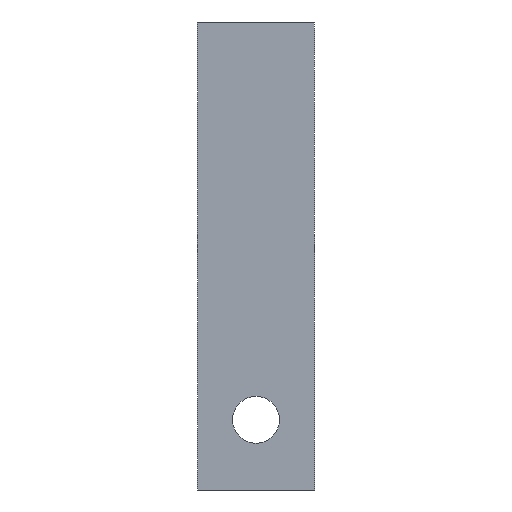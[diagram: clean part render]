
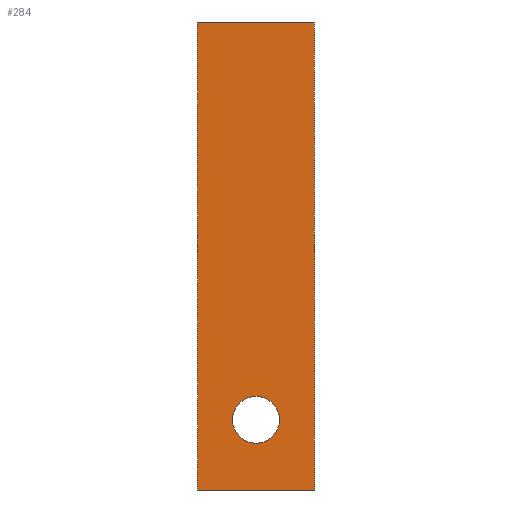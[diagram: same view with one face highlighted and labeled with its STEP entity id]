
A CAD part, left-side view. The second image highlights one B-rep face of the part: STEP entity #284.
In plain terms, the highlighted planar face has unit normal (-1, 0, 0).
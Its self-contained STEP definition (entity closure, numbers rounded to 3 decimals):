
#114=CARTESIAN_POINT('Line Origine',(-50.,0.,30.)) ;
#118=CARTESIAN_POINT('Vertex',(-50.,25.,30.)) ;
#120=CARTESIAN_POINT('Vertex',(-50.,-25.,30.)) ;
#154=CARTESIAN_POINT('Line Origine',(-50.,25.,-70.)) ;
#158=CARTESIAN_POINT('Vertex',(-50.,25.,-170.)) ;
#231=CARTESIAN_POINT('Line Origine',(-50.,-25.,-70.)) ;
#235=CARTESIAN_POINT('Vertex',(-50.,-25.,-170.)) ;
#250=CARTESIAN_POINT('Axis2P3D Location',(-50.,0.,0.)) ;
#255=CARTESIAN_POINT('Line Origine',(-50.,0.,-170.)) ;
#266=CARTESIAN_POINT('Axis2P3D Location',(-50.,0.,-140.)) ;
#270=CARTESIAN_POINT('Vertex',(-50.,-10.,-140.)) ;
#272=CARTESIAN_POINT('Vertex',(-50.,10.,-140.)) ;
#275=CARTESIAN_POINT('Axis2P3D Location',(-50.,0.,-140.)) ;
#115=DIRECTION('Vector Direction',(0.,1.,0.)) ;
#155=DIRECTION('Vector Direction',(0.,0.,1.)) ;
#232=DIRECTION('Vector Direction',(0.,0.,-1.)) ;
#251=DIRECTION('Axis2P3D Direction',(1.,0.,0.)) ;
#252=DIRECTION('Axis2P3D XDirection',(0.,1.,0.)) ;
#256=DIRECTION('Vector Direction',(0.,-1.,0.)) ;
#267=DIRECTION('Axis2P3D Direction',(1.,0.,0.)) ;
#276=DIRECTION('Axis2P3D Direction',(1.,0.,0.)) ;
#253=AXIS2_PLACEMENT_3D('Plane Axis2P3D',#250,#251,#252) ;
#268=AXIS2_PLACEMENT_3D('Circle Axis2P3D',#266,#267,$) ;
#277=AXIS2_PLACEMENT_3D('Circle Axis2P3D',#275,#276,$) ;
#261=ORIENTED_EDGE('',*,*,#122,.F.) ;
#262=ORIENTED_EDGE('',*,*,#160,.F.) ;
#263=ORIENTED_EDGE('',*,*,#259,.F.) ;
#264=ORIENTED_EDGE('',*,*,#237,.F.) ;
#281=ORIENTED_EDGE('',*,*,#274,.T.) ;
#282=ORIENTED_EDGE('',*,*,#279,.T.) ;
#283=FACE_BOUND('',#280,.T.) ;
#116=VECTOR('Line Direction',#115,1.) ;
#156=VECTOR('Line Direction',#155,1.) ;
#233=VECTOR('Line Direction',#232,1.) ;
#257=VECTOR('Line Direction',#256,1.) ;
#284=ADVANCED_FACE('PartBody',(#265,#283),#254,.F.) ;
#269=CIRCLE('generated circle',#268,10.) ;
#278=CIRCLE('generated circle',#277,10.) ;
#122=EDGE_CURVE('',#119,#121,#117,.F.) ;
#160=EDGE_CURVE('',#159,#119,#157,.T.) ;
#237=EDGE_CURVE('',#121,#236,#234,.T.) ;
#259=EDGE_CURVE('',#236,#159,#258,.F.) ;
#274=EDGE_CURVE('',#271,#273,#269,.T.) ;
#279=EDGE_CURVE('',#273,#271,#278,.T.) ;
#260=EDGE_LOOP('',(#261,#262,#263,#264)) ;
#280=EDGE_LOOP('',(#281,#282)) ;
#265=FACE_OUTER_BOUND('',#260,.T.) ;
#117=LINE('Line',#114,#116) ;
#157=LINE('Line',#154,#156) ;
#234=LINE('Line',#231,#233) ;
#258=LINE('Line',#255,#257) ;
#254=PLANE('Plane',#253) ;
#119=VERTEX_POINT('',#118) ;
#121=VERTEX_POINT('',#120) ;
#159=VERTEX_POINT('',#158) ;
#236=VERTEX_POINT('',#235) ;
#271=VERTEX_POINT('',#270) ;
#273=VERTEX_POINT('',#272) ;
